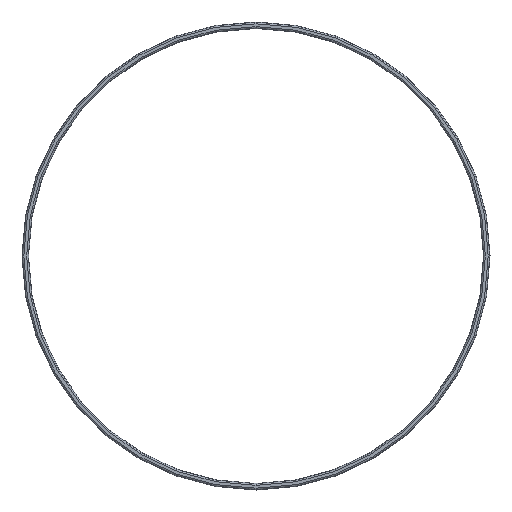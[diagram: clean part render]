
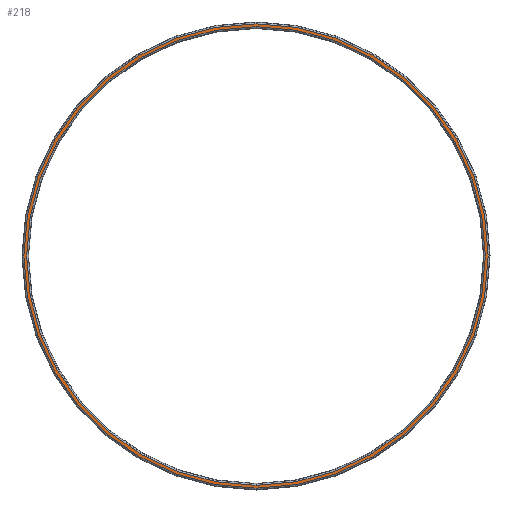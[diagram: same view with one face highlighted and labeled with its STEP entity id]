
A CAD part, front view. The second image highlights one B-rep face of the part: STEP entity #218.
In plain terms, the highlighted planar face has unit normal (0, -1, 0).
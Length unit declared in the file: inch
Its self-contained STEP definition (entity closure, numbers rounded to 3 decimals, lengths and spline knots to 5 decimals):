
#1 = DIRECTION ( 'NONE',  ( 0., 0., -1. ) ) ;
#4 = AXIS2_PLACEMENT_3D ( 'NONE', #547, #638, #189 ) ;
#84 = FACE_BOUND ( 'NONE', #264, .T. ) ;
#86 = CARTESIAN_POINT ( 'NONE',  ( 11., -0.25, 0. ) ) ;
#95 = AXIS2_PLACEMENT_3D ( 'NONE', #86, #137, #339 ) ;
#106 = VERTEX_POINT ( 'NONE', #629 ) ;
#114 = CIRCLE ( 'NONE', #203, 10.93199 ) ;
#117 = ORIENTED_EDGE ( 'NONE', *, *, #242, .T. ) ;
#121 = CIRCLE ( 'NONE', #212, 11.06801 ) ;
#134 = DIRECTION ( 'NONE',  ( 0., -1., 0. ) ) ;
#137 = DIRECTION ( 'NONE',  ( 0., 1., 0. ) ) ;
#152 = CARTESIAN_POINT ( 'NONE',  ( 11., -0.25, -11.06801 ) ) ;
#177 = AXIS2_PLACEMENT_3D ( 'NONE', #440, #134, #492 ) ;
#189 = DIRECTION ( 'NONE',  ( 0., 0., -1. ) ) ;
#194 = FACE_OUTER_BOUND ( 'NONE', #600, .T. ) ;
#203 = AXIS2_PLACEMENT_3D ( 'NONE', #262, #460, #1 ) ;
#204 = EDGE_CURVE ( 'NONE', #400, #390, #213, .T. ) ;
#212 = AXIS2_PLACEMENT_3D ( 'NONE', #433, #639, #297 ) ;
#213 = CIRCLE ( 'NONE', #4, 11.06801 ) ;
#218 = ADVANCED_FACE ( 'NONE', ( #194, #84 ), #289, .T. ) ;
#220 = ORIENTED_EDGE ( 'NONE', *, *, #500, .T. ) ;
#242 = EDGE_CURVE ( 'NONE', #390, #400, #121, .T. ) ;
#262 = CARTESIAN_POINT ( 'NONE',  ( 11., -0.25, 0. ) ) ;
#263 = EDGE_CURVE ( 'NONE', #303, #106, #476, .T. ) ;
#264 = EDGE_LOOP ( 'NONE', ( #220, #328 ) ) ;
#289 = PLANE ( 'NONE',  #177 ) ;
#297 = DIRECTION ( 'NONE',  ( 0., 0., -1. ) ) ;
#303 = VERTEX_POINT ( 'NONE', #590 ) ;
#328 = ORIENTED_EDGE ( 'NONE', *, *, #263, .T. ) ;
#339 = DIRECTION ( 'NONE',  ( 0., 0., -1. ) ) ;
#359 = CARTESIAN_POINT ( 'NONE',  ( 11., -0.25, 11.06801 ) ) ;
#390 = VERTEX_POINT ( 'NONE', #152 ) ;
#400 = VERTEX_POINT ( 'NONE', #359 ) ;
#433 = CARTESIAN_POINT ( 'NONE',  ( 11., -0.25, 0. ) ) ;
#440 = CARTESIAN_POINT ( 'NONE',  ( -0.10938, -0.25, 0. ) ) ;
#460 = DIRECTION ( 'NONE',  ( 0., 1., 0. ) ) ;
#475 = ORIENTED_EDGE ( 'NONE', *, *, #204, .T. ) ;
#476 = CIRCLE ( 'NONE', #95, 10.93199 ) ;
#492 = DIRECTION ( 'NONE',  ( 0., 0., -1. ) ) ;
#500 = EDGE_CURVE ( 'NONE', #106, #303, #114, .T. ) ;
#547 = CARTESIAN_POINT ( 'NONE',  ( 11., -0.25, 0. ) ) ;
#590 = CARTESIAN_POINT ( 'NONE',  ( 11., -0.25, 10.93199 ) ) ;
#600 = EDGE_LOOP ( 'NONE', ( #117, #475 ) ) ;
#629 = CARTESIAN_POINT ( 'NONE',  ( 11., -0.25, -10.93199 ) ) ;
#638 = DIRECTION ( 'NONE',  ( 0., -1., 0. ) ) ;
#639 = DIRECTION ( 'NONE',  ( 0., -1., 0. ) ) ;
